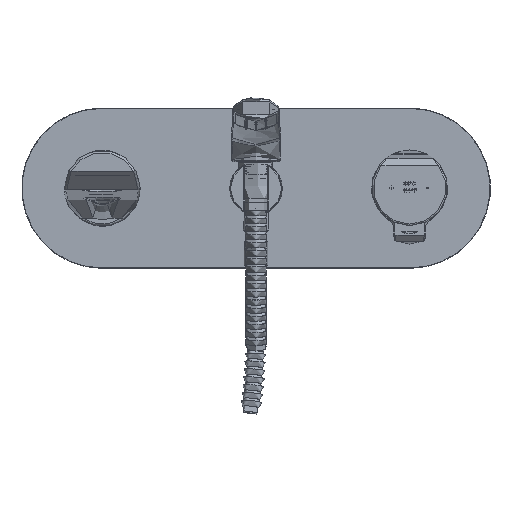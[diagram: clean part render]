
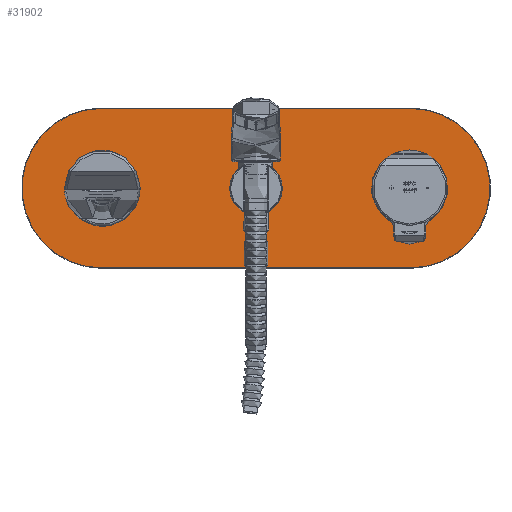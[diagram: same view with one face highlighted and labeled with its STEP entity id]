
A CAD part, top view. The second image highlights one B-rep face of the part: STEP entity #31902.
In plain terms, the highlighted face is planar.
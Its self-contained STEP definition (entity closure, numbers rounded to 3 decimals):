
#3268=FACE_BOUND('',#10134,.T.);
#3269=FACE_BOUND('',#10135,.T.);
#3270=FACE_BOUND('',#10136,.T.);
#3271=FACE_BOUND('',#10137,.T.);
#3272=FACE_BOUND('',#10138,.T.);
#3273=FACE_BOUND('',#10139,.T.);
#3274=FACE_BOUND('',#10140,.T.);
#3947=LINE('',#46009,#5631);
#3948=LINE('',#46013,#5632);
#3949=LINE('',#46019,#5633);
#3950=LINE('',#46023,#5634);
#3951=LINE('',#46027,#5635);
#3952=LINE('',#46031,#5636);
#3953=LINE('',#46037,#5637);
#3954=LINE('',#46041,#5638);
#3955=LINE('',#46045,#5639);
#3956=LINE('',#46049,#5640);
#3957=LINE('',#46052,#5641);
#3958=LINE('',#46055,#5642);
#5631=VECTOR('',#37981,10.);
#5632=VECTOR('',#37984,10.);
#5633=VECTOR('',#37989,10.);
#5634=VECTOR('',#37992,10.);
#5635=VECTOR('',#37995,10.);
#5636=VECTOR('',#37998,10.);
#5637=VECTOR('',#38003,10.);
#5638=VECTOR('',#38006,10.);
#5639=VECTOR('',#38009,10.);
#5640=VECTOR('',#38012,10.);
#5641=VECTOR('',#38015,10.);
#5642=VECTOR('',#38018,10.);
#7315=PLANE('',#34799);
#8008=FACE_OUTER_BOUND('',#10133,.T.);
#10133=EDGE_LOOP('',(#22371,#22372,#22373,#22374));
#10134=EDGE_LOOP('',(#22375));
#10135=EDGE_LOOP('',(#22376,#22377,#22378,#22379));
#10136=EDGE_LOOP('',(#22380,#22381,#22382,#22383));
#10137=EDGE_LOOP('',(#22384));
#10138=EDGE_LOOP('',(#22385,#22386,#22387,#22388));
#10139=EDGE_LOOP('',(#22389,#22390,#22391,#22392));
#10140=EDGE_LOOP('',(#22393,#22394,#22395,#22396));
#12936=CIRCLE('',#34796,25.325);
#12938=CIRCLE('',#34800,52.75);
#12939=CIRCLE('',#34801,52.75);
#12940=CIRCLE('',#34802,5.5);
#12941=CIRCLE('',#34803,2.);
#12942=CIRCLE('',#34804,2.);
#12943=CIRCLE('',#34805,2.);
#12944=CIRCLE('',#34806,2.);
#12945=CIRCLE('',#34807,10.2);
#12946=CIRCLE('',#34808,2.);
#12947=CIRCLE('',#34809,2.);
#12948=CIRCLE('',#34810,2.);
#12949=CIRCLE('',#34811,2.);
#12950=CIRCLE('',#34812,27.6);
#14462=VERTEX_POINT('',#45999);
#14463=VERTEX_POINT('',#46001);
#14465=VERTEX_POINT('',#46007);
#14466=VERTEX_POINT('',#46008);
#14467=VERTEX_POINT('',#46010);
#14468=VERTEX_POINT('',#46012);
#14469=VERTEX_POINT('',#46015);
#14470=VERTEX_POINT('',#46017);
#14471=VERTEX_POINT('',#46018);
#14472=VERTEX_POINT('',#46020);
#14473=VERTEX_POINT('',#46022);
#14474=VERTEX_POINT('',#46025);
#14475=VERTEX_POINT('',#46026);
#14476=VERTEX_POINT('',#46028);
#14477=VERTEX_POINT('',#46030);
#14478=VERTEX_POINT('',#46033);
#14479=VERTEX_POINT('',#46035);
#14480=VERTEX_POINT('',#46036);
#14481=VERTEX_POINT('',#46038);
#14482=VERTEX_POINT('',#46040);
#14483=VERTEX_POINT('',#46043);
#14484=VERTEX_POINT('',#46044);
#14485=VERTEX_POINT('',#46046);
#14486=VERTEX_POINT('',#46048);
#14487=VERTEX_POINT('',#46051);
#14488=VERTEX_POINT('',#46053);
#17680=EDGE_CURVE('',#14462,#14463,#12936,.T.);
#17683=EDGE_CURVE('',#14465,#14466,#3947,.T.);
#17684=EDGE_CURVE('',#14467,#14465,#12938,.T.);
#17685=EDGE_CURVE('',#14468,#14467,#3948,.T.);
#17686=EDGE_CURVE('',#14466,#14468,#12939,.T.);
#17687=EDGE_CURVE('',#14469,#14469,#12940,.T.);
#17688=EDGE_CURVE('',#14470,#14471,#3949,.T.);
#17689=EDGE_CURVE('',#14471,#14472,#12941,.T.);
#17690=EDGE_CURVE('',#14472,#14473,#3950,.T.);
#17691=EDGE_CURVE('',#14473,#14470,#12942,.T.);
#17692=EDGE_CURVE('',#14474,#14475,#3951,.T.);
#17693=EDGE_CURVE('',#14475,#14476,#12943,.T.);
#17694=EDGE_CURVE('',#14476,#14477,#3952,.T.);
#17695=EDGE_CURVE('',#14477,#14474,#12944,.T.);
#17696=EDGE_CURVE('',#14478,#14478,#12945,.T.);
#17697=EDGE_CURVE('',#14479,#14480,#3953,.T.);
#17698=EDGE_CURVE('',#14480,#14481,#12946,.T.);
#17699=EDGE_CURVE('',#14481,#14482,#3954,.T.);
#17700=EDGE_CURVE('',#14482,#14479,#12947,.T.);
#17701=EDGE_CURVE('',#14483,#14484,#3955,.T.);
#17702=EDGE_CURVE('',#14484,#14485,#12948,.T.);
#17703=EDGE_CURVE('',#14485,#14486,#3956,.T.);
#17704=EDGE_CURVE('',#14486,#14483,#12949,.T.);
#17705=EDGE_CURVE('',#14462,#14487,#3957,.T.);
#17706=EDGE_CURVE('',#14487,#14488,#12950,.T.);
#17707=EDGE_CURVE('',#14488,#14463,#3958,.T.);
#22371=ORIENTED_EDGE('',*,*,#17683,.F.);
#22372=ORIENTED_EDGE('',*,*,#17684,.F.);
#22373=ORIENTED_EDGE('',*,*,#17685,.F.);
#22374=ORIENTED_EDGE('',*,*,#17686,.F.);
#22375=ORIENTED_EDGE('',*,*,#17687,.T.);
#22376=ORIENTED_EDGE('',*,*,#17688,.T.);
#22377=ORIENTED_EDGE('',*,*,#17689,.T.);
#22378=ORIENTED_EDGE('',*,*,#17690,.T.);
#22379=ORIENTED_EDGE('',*,*,#17691,.T.);
#22380=ORIENTED_EDGE('',*,*,#17692,.T.);
#22381=ORIENTED_EDGE('',*,*,#17693,.T.);
#22382=ORIENTED_EDGE('',*,*,#17694,.T.);
#22383=ORIENTED_EDGE('',*,*,#17695,.T.);
#22384=ORIENTED_EDGE('',*,*,#17696,.T.);
#22385=ORIENTED_EDGE('',*,*,#17697,.T.);
#22386=ORIENTED_EDGE('',*,*,#17698,.T.);
#22387=ORIENTED_EDGE('',*,*,#17699,.T.);
#22388=ORIENTED_EDGE('',*,*,#17700,.T.);
#22389=ORIENTED_EDGE('',*,*,#17701,.T.);
#22390=ORIENTED_EDGE('',*,*,#17702,.T.);
#22391=ORIENTED_EDGE('',*,*,#17703,.T.);
#22392=ORIENTED_EDGE('',*,*,#17704,.T.);
#22393=ORIENTED_EDGE('',*,*,#17680,.F.);
#22394=ORIENTED_EDGE('',*,*,#17705,.T.);
#22395=ORIENTED_EDGE('',*,*,#17706,.T.);
#22396=ORIENTED_EDGE('',*,*,#17707,.T.);
#31902=ADVANCED_FACE('',(#8008,#3268,#3269,#3270,#3271,#3272,#3273,#3274),
#7315,.T.);
#34796=AXIS2_PLACEMENT_3D('',#46002,#37973,#37974);
#34799=AXIS2_PLACEMENT_3D('',#46006,#37979,#37980);
#34800=AXIS2_PLACEMENT_3D('',#46011,#37982,#37983);
#34801=AXIS2_PLACEMENT_3D('',#46014,#37985,#37986);
#34802=AXIS2_PLACEMENT_3D('',#46016,#37987,#37988);
#34803=AXIS2_PLACEMENT_3D('',#46021,#37990,#37991);
#34804=AXIS2_PLACEMENT_3D('',#46024,#37993,#37994);
#34805=AXIS2_PLACEMENT_3D('',#46029,#37996,#37997);
#34806=AXIS2_PLACEMENT_3D('',#46032,#37999,#38000);
#34807=AXIS2_PLACEMENT_3D('',#46034,#38001,#38002);
#34808=AXIS2_PLACEMENT_3D('',#46039,#38004,#38005);
#34809=AXIS2_PLACEMENT_3D('',#46042,#38007,#38008);
#34810=AXIS2_PLACEMENT_3D('',#46047,#38010,#38011);
#34811=AXIS2_PLACEMENT_3D('',#46050,#38013,#38014);
#34812=AXIS2_PLACEMENT_3D('',#46054,#38016,#38017);
#37973=DIRECTION('center_axis',(1.,0.,0.));
#37974=DIRECTION('ref_axis',(0.,1.,0.));
#37979=DIRECTION('center_axis',(1.,0.,0.));
#37980=DIRECTION('ref_axis',(0.,0.,-1.));
#37981=DIRECTION('',(0.,0.,-1.));
#37982=DIRECTION('center_axis',(-1.,0.,0.));
#37983=DIRECTION('ref_axis',(0.,0.,1.));
#37984=DIRECTION('',(0.,0.,1.));
#37985=DIRECTION('center_axis',(-1.,0.,0.));
#37986=DIRECTION('ref_axis',(0.,0.,-1.));
#37987=DIRECTION('center_axis',(-1.,0.,0.));
#37988=DIRECTION('ref_axis',(0.,0.,1.));
#37989=DIRECTION('',(0.,0.,-1.));
#37990=DIRECTION('center_axis',(-1.,0.,0.));
#37991=DIRECTION('ref_axis',(0.,0.,-1.));
#37992=DIRECTION('',(0.,0.,1.));
#37993=DIRECTION('center_axis',(-1.,0.,0.));
#37994=DIRECTION('ref_axis',(0.,0.,1.));
#37995=DIRECTION('',(0.,0.,-1.));
#37996=DIRECTION('center_axis',(-1.,0.,0.));
#37997=DIRECTION('ref_axis',(0.,0.,-1.));
#37998=DIRECTION('',(0.,0.,1.));
#37999=DIRECTION('center_axis',(-1.,0.,0.));
#38000=DIRECTION('ref_axis',(0.,0.,1.));
#38001=DIRECTION('center_axis',(-1.,0.,0.));
#38002=DIRECTION('ref_axis',(0.,0.,1.));
#38003=DIRECTION('',(0.,0.,-1.));
#38004=DIRECTION('center_axis',(-1.,0.,0.));
#38005=DIRECTION('ref_axis',(0.,0.,-1.));
#38006=DIRECTION('',(0.,0.,1.));
#38007=DIRECTION('center_axis',(-1.,0.,0.));
#38008=DIRECTION('ref_axis',(0.,0.,1.));
#38009=DIRECTION('',(0.,0.,-1.));
#38010=DIRECTION('center_axis',(-1.,0.,0.));
#38011=DIRECTION('ref_axis',(0.,0.,-1.));
#38012=DIRECTION('',(0.,0.,1.));
#38013=DIRECTION('center_axis',(-1.,0.,0.));
#38014=DIRECTION('ref_axis',(0.,0.,1.));
#38015=DIRECTION('',(0.,-1.,0.));
#38016=DIRECTION('center_axis',(-1.,0.,0.));
#38017=DIRECTION('ref_axis',(0.,-0.991,0.13));
#38018=DIRECTION('',(0.,1.,0.));
#45999=CARTESIAN_POINT('',(0.75,-25.068,-105.2));
#46001=CARTESIAN_POINT('',(0.75,-25.068,-98.));
#46002=CARTESIAN_POINT('Origin',(0.75,0.,-101.6));
#46006=CARTESIAN_POINT('Origin',(0.75,0.,0.));
#46007=CARTESIAN_POINT('',(0.75,52.75,102.));
#46008=CARTESIAN_POINT('',(0.75,52.75,-102.));
#46009=CARTESIAN_POINT('',(0.75,52.75,-77.5));
#46010=CARTESIAN_POINT('',(0.75,-52.75,102.));
#46011=CARTESIAN_POINT('Origin',(0.75,0.,102.));
#46012=CARTESIAN_POINT('',(0.75,-52.75,-102.));
#46013=CARTESIAN_POINT('',(0.75,-52.75,77.5));
#46014=CARTESIAN_POINT('Origin',(0.75,0.,-102.));
#46015=CARTESIAN_POINT('',(0.75,0.,-5.5));
#46016=CARTESIAN_POINT('Origin',(0.75,0.,0.));
#46017=CARTESIAN_POINT('',(0.75,2.,13.5));
#46018=CARTESIAN_POINT('',(0.75,2.,11.5));
#46019=CARTESIAN_POINT('',(0.75,2.,6.75));
#46020=CARTESIAN_POINT('',(0.75,-2.,11.5));
#46021=CARTESIAN_POINT('Origin',(0.75,0.,11.5));
#46022=CARTESIAN_POINT('',(0.75,-2.,13.5));
#46023=CARTESIAN_POINT('',(0.75,-2.,5.75));
#46024=CARTESIAN_POINT('Origin',(0.75,0.,13.5));
#46025=CARTESIAN_POINT('',(0.75,2.,-11.5));
#46026=CARTESIAN_POINT('',(0.75,2.,-13.5));
#46027=CARTESIAN_POINT('',(0.75,2.,-5.75));
#46028=CARTESIAN_POINT('',(0.75,-2.,-13.5));
#46029=CARTESIAN_POINT('Origin',(0.75,0.,-13.5));
#46030=CARTESIAN_POINT('',(0.75,-2.,-11.5));
#46031=CARTESIAN_POINT('',(0.75,-2.,-6.75));
#46032=CARTESIAN_POINT('Origin',(0.75,0.,-11.5));
#46033=CARTESIAN_POINT('',(0.75,0.,91.4));
#46034=CARTESIAN_POINT('Origin',(0.75,0.,101.6));
#46035=CARTESIAN_POINT('',(0.75,0.,119.6));
#46036=CARTESIAN_POINT('',(0.75,0.,117.6));
#46037=CARTESIAN_POINT('',(0.75,0.,59.8));
#46038=CARTESIAN_POINT('',(0.75,-4.,117.6));
#46039=CARTESIAN_POINT('Origin',(0.75,-2.,117.6));
#46040=CARTESIAN_POINT('',(0.75,-4.,119.6));
#46041=CARTESIAN_POINT('',(0.75,-4.,58.8));
#46042=CARTESIAN_POINT('Origin',(0.75,-2.,119.6));
#46043=CARTESIAN_POINT('',(0.75,0.,85.6));
#46044=CARTESIAN_POINT('',(0.75,0.,83.6));
#46045=CARTESIAN_POINT('',(0.75,0.,42.8));
#46046=CARTESIAN_POINT('',(0.75,-4.,83.6));
#46047=CARTESIAN_POINT('Origin',(0.75,-2.,83.6));
#46048=CARTESIAN_POINT('',(0.75,-4.,85.6));
#46049=CARTESIAN_POINT('',(0.75,-4.,41.8));
#46050=CARTESIAN_POINT('Origin',(0.75,-2.,85.6));
#46051=CARTESIAN_POINT('',(0.75,-26.,-105.2));
#46052=CARTESIAN_POINT('',(0.75,-9.747,-105.2));
#46053=CARTESIAN_POINT('',(0.75,-26.,-98.));
#46054=CARTESIAN_POINT('Origin',(0.75,1.364,-101.6));
#46055=CARTESIAN_POINT('',(0.75,-13.,-98.));
